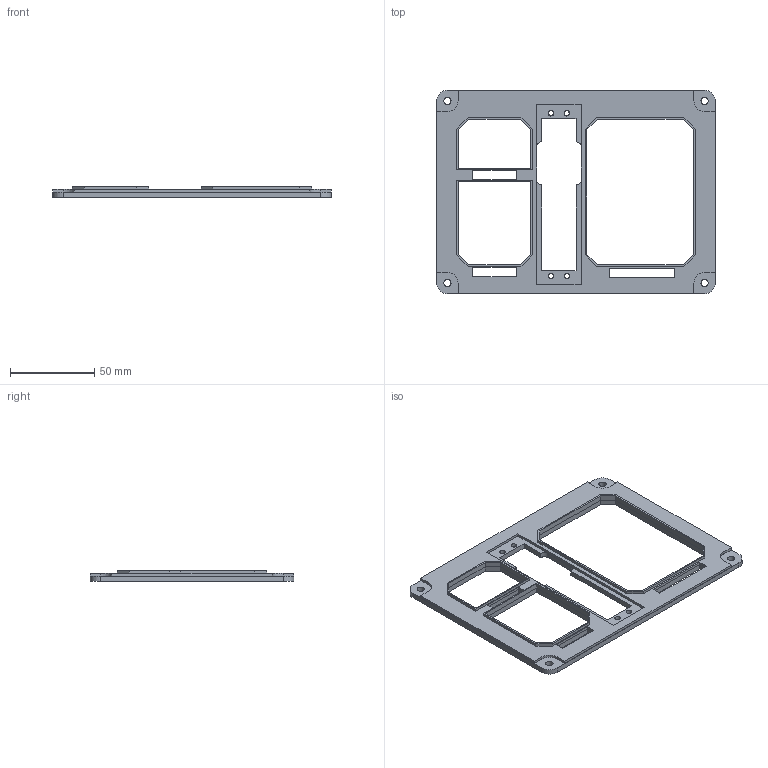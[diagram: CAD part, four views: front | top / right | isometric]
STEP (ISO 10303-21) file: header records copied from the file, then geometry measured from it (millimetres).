
FILE_DESCRIPTION(/* description */ (''),/* implementation_level */ '2;1');
FILE_NAME(/* name */ 'IFEI Lightplate-com_BL v3.step',/* time_stamp */ '2021-02-27T09:47:56+10:00',/* author */ (''),/* organization */ (''),/* preprocessor_version */ 'ST-DEVELOPER v18.1',/* originating_system */ 'Autodesk Translation Framework v9.7.1.1290',/* authorisation */ '');
FILE_SCHEMA (('AUTOMOTIVE_DESIGN { 1 0 10303 214 3 1 1 }'));
Length unit declared in the file: inch
Products named in the file (2): IFEI Lightplate-com_BL; IFEI Backplate_BL
Assembly tree (1 placements, depth 2):
  IFEI Lightplate-com_BL
    IFEI Backplate_BL
Bounding box: 165.1 x 120.65 x 6.36 mm (x, y, z)
Volume: 39840.2 mm3; surface area: 41748.2 mm2
Topology: 2 solids, 2 shells, 147 faces, 408 edges, 272 vertices
Faces by surface type: plane 123, cylinder 20, cone 4
Full cylindrical faces by diameter (mm): 2.946 x4, 4.305 x4
Entity records: 4801 total; most frequent: CARTESIAN_POINT 830, ORIENTED_EDGE 816, DIRECTION 756, EDGE_CURVE 408, LINE 360, VECTOR 360, VERTEX_POINT 272, EDGE_LOOP 198
